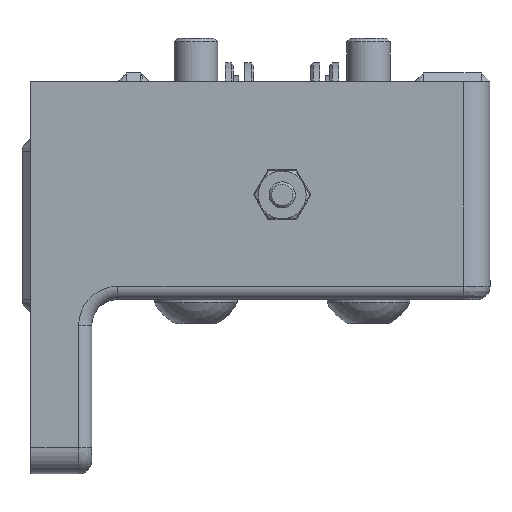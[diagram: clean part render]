
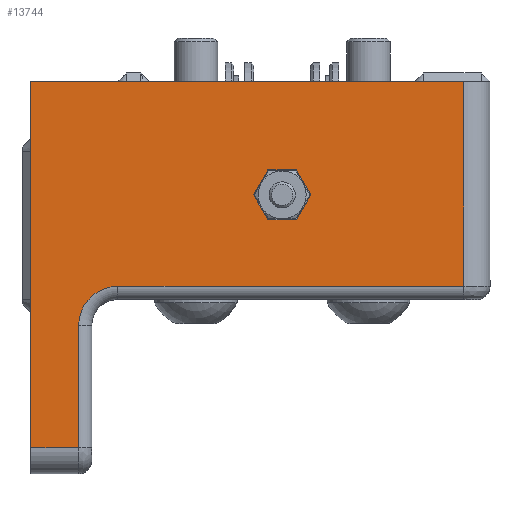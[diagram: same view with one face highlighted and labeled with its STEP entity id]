
A CAD part, top view. The second image highlights one B-rep face of the part: STEP entity #13744.
In plain terms, the highlighted planar face has unit normal (0, 0, 1).
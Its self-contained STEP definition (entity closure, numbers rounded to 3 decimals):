
#1163=LINE('',#26894,#2033);
#1172=LINE('',#26964,#2042);
#1175=LINE('',#26987,#2045);
#1176=LINE('',#26989,#2046);
#1177=LINE('',#26991,#2047);
#1178=LINE('',#26992,#2048);
#1179=LINE('',#26995,#2049);
#1180=LINE('',#26997,#2050);
#1181=LINE('',#26999,#2051);
#1182=LINE('',#27001,#2052);
#1183=LINE('',#27003,#2053);
#1184=LINE('',#27004,#2054);
#2033=VECTOR('',#19773,10.);
#2042=VECTOR('',#19822,10.);
#2045=VECTOR('',#19837,10.);
#2046=VECTOR('',#19838,10.);
#2047=VECTOR('',#19839,10.);
#2048=VECTOR('',#19840,10.);
#2049=VECTOR('',#19841,10.);
#2050=VECTOR('',#19842,10.);
#2051=VECTOR('',#19843,10.);
#2052=VECTOR('',#19844,10.);
#2053=VECTOR('',#19845,10.);
#2054=VECTOR('',#19846,10.);
#2693=FACE_BOUND('',#4360,.T.);
#3443=FACE_OUTER_BOUND('',#4359,.T.);
#4359=EDGE_LOOP('',(#12259,#12260,#12261,#12262,#12263,#12264,#12265));
#4360=EDGE_LOOP('',(#12266,#12267,#12268,#12269,#12270,#12271));
#5352=CIRCLE('',#15579,4.5);
#6543=VERTEX_POINT('',#26885);
#6544=VERTEX_POINT('',#26887);
#6546=VERTEX_POINT('',#26892);
#6560=VERTEX_POINT('',#26958);
#6565=VERTEX_POINT('',#26986);
#6566=VERTEX_POINT('',#26988);
#6567=VERTEX_POINT('',#26990);
#6568=VERTEX_POINT('',#26993);
#6569=VERTEX_POINT('',#26994);
#6570=VERTEX_POINT('',#26996);
#6571=VERTEX_POINT('',#26998);
#6572=VERTEX_POINT('',#27000);
#6573=VERTEX_POINT('',#27002);
#8452=EDGE_CURVE('',#6543,#6544,#5352,.T.);
#8455=EDGE_CURVE('',#6546,#6543,#1163,.T.);
#8479=EDGE_CURVE('',#6544,#6560,#1172,.T.);
#8486=EDGE_CURVE('',#6565,#6546,#1175,.T.);
#8487=EDGE_CURVE('',#6565,#6566,#1176,.T.);
#8488=EDGE_CURVE('',#6567,#6566,#1177,.T.);
#8489=EDGE_CURVE('',#6560,#6567,#1178,.T.);
#8490=EDGE_CURVE('',#6568,#6569,#1179,.T.);
#8491=EDGE_CURVE('',#6569,#6570,#1180,.T.);
#8492=EDGE_CURVE('',#6570,#6571,#1181,.T.);
#8493=EDGE_CURVE('',#6571,#6572,#1182,.T.);
#8494=EDGE_CURVE('',#6572,#6573,#1183,.T.);
#8495=EDGE_CURVE('',#6573,#6568,#1184,.T.);
#12259=ORIENTED_EDGE('',*,*,#8479,.F.);
#12260=ORIENTED_EDGE('',*,*,#8452,.F.);
#12261=ORIENTED_EDGE('',*,*,#8455,.F.);
#12262=ORIENTED_EDGE('',*,*,#8486,.F.);
#12263=ORIENTED_EDGE('',*,*,#8487,.T.);
#12264=ORIENTED_EDGE('',*,*,#8488,.F.);
#12265=ORIENTED_EDGE('',*,*,#8489,.F.);
#12266=ORIENTED_EDGE('',*,*,#8490,.T.);
#12267=ORIENTED_EDGE('',*,*,#8491,.T.);
#12268=ORIENTED_EDGE('',*,*,#8492,.T.);
#12269=ORIENTED_EDGE('',*,*,#8493,.T.);
#12270=ORIENTED_EDGE('',*,*,#8494,.T.);
#12271=ORIENTED_EDGE('',*,*,#8495,.T.);
#12961=PLANE('',#15608);
#13744=ADVANCED_FACE('',(#3443,#2693),#12961,.T.);
#15579=AXIS2_PLACEMENT_3D('',#26888,#19765,#19766);
#15608=AXIS2_PLACEMENT_3D('',#26985,#19835,#19836);
#19765=DIRECTION('center_axis',(0.,0.,
1.));
#19766=DIRECTION('ref_axis',(-0.707,0.707,0.));
#19773=DIRECTION('',(-1.,0.,0.));
#19822=DIRECTION('',(0.,-1.,0.));
#19835=DIRECTION('center_axis',(0.,0.,
1.));
#19836=DIRECTION('ref_axis',(-1.,0.,0.));
#19837=DIRECTION('',(0.,-1.,0.));
#19838=DIRECTION('',(-1.,0.,0.));
#19839=DIRECTION('',(0.,1.,0.));
#19840=DIRECTION('',(-1.,0.,0.));
#19841=DIRECTION('',(0.5,-0.866,0.));
#19842=DIRECTION('',(-0.5,-0.866,0.));
#19843=DIRECTION('',(-1.,0.,0.));
#19844=DIRECTION('',(-0.5,0.866,0.));
#19845=DIRECTION('',(0.5,0.866,0.));
#19846=DIRECTION('',(1.,0.,0.));
#26885=CARTESIAN_POINT('',(2.707,-1.5,369.));
#26887=CARTESIAN_POINT('',(-1.793,-6.,369.));
#26888=CARTESIAN_POINT('Origin',(2.707,-6.,369.));
#26892=CARTESIAN_POINT('',(42.407,-1.5,369.));
#26894=CARTESIAN_POINT('',(33.582,-1.5,369.));
#26958=CARTESIAN_POINT('',(-1.793,-20.,369.));
#26964=CARTESIAN_POINT('',(-1.793,9.5,369.));
#26985=CARTESIAN_POINT('Origin',(45.607,22.,369.));
#26986=CARTESIAN_POINT('',(42.407,22.,369.));
#26987=CARTESIAN_POINT('',(42.407,22.,369.));
#26988=CARTESIAN_POINT('',(-7.293,22.,369.));
#26989=CARTESIAN_POINT('',(-2.293,22.,369.));
#26990=CARTESIAN_POINT('',(-7.293,-20.,369.));
#26991=CARTESIAN_POINT('',(-7.293,22.,369.));
#26992=CARTESIAN_POINT('',(20.407,-20.,369.));
#26993=CARTESIAN_POINT('',(23.202,11.85,369.));
#26994=CARTESIAN_POINT('',(24.848,9.,369.));
#26995=CARTESIAN_POINT('',(27.445,4.5,369.));
#26996=CARTESIAN_POINT('',(23.202,6.15,369.));
#26997=CARTESIAN_POINT('',(27.186,13.051,369.));
#26998=CARTESIAN_POINT('',(19.911,6.15,369.));
#26999=CARTESIAN_POINT('',(35.543,6.15,369.));
#27000=CARTESIAN_POINT('',(18.266,9.,369.));
#27001=CARTESIAN_POINT('',(23.332,0.225,369.));
#27002=CARTESIAN_POINT('',(19.911,11.85,369.));
#27003=CARTESIAN_POINT('',(21.427,14.476,369.));
#27004=CARTESIAN_POINT('',(33.898,11.85,369.));
